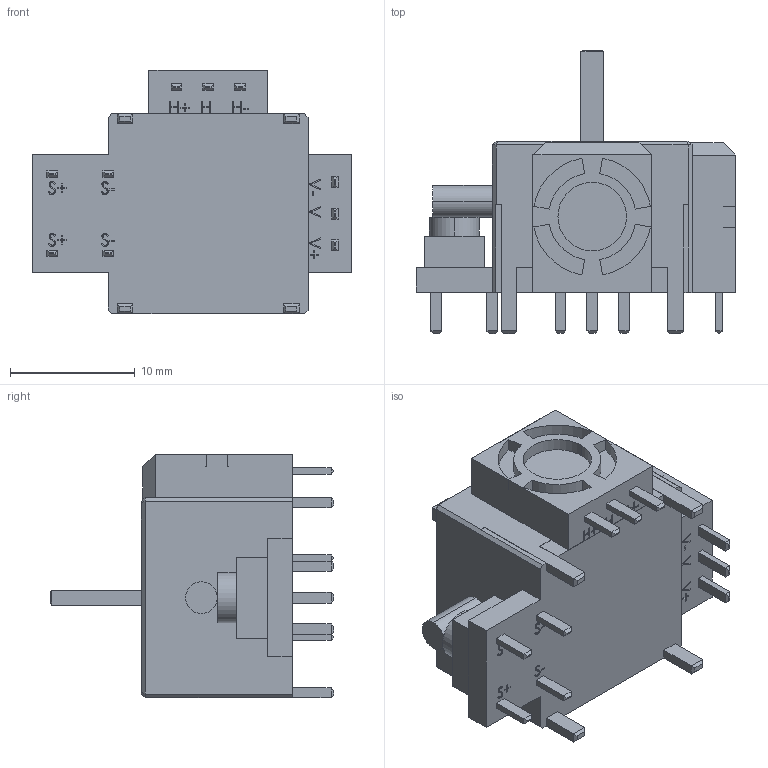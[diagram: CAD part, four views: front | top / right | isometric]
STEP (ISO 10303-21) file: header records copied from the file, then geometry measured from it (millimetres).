
FILE_DESCRIPTION (( 'STEP AP214' ), '1' );
FILE_NAME ('User Library-ps2_analog.STEP', '2018-09-18T08:50:53', ( '' ), ( '' ), 'SwSTEP 2.0', 'SolidWorks 2018', '' );
FILE_SCHEMA (( 'AUTOMOTIVE_DESIGN' ));
Length unit declared in the file: millimetre
Products named in the file (1): User Library-ps2_analog
Bounding box: 25.6 x 22.7 x 19.52 mm (x, y, z)
Volume: 4056.8 mm3; surface area: 2135 mm2
Topology: 11 solids, 11 shells, 462 faces, 1158 edges, 748 vertices
Faces by surface type: plane 376, bspline 60, cylinder 24, cone 2
Entity records: 21084 total; most frequent: CARTESIAN_POINT 5341, ORIENTED_EDGE 2316, DIRECTION 1896, EDGE_CURVE 1158, LINE 986, VECTOR 986, VERTEX_POINT 748, EDGE_LOOP 492
